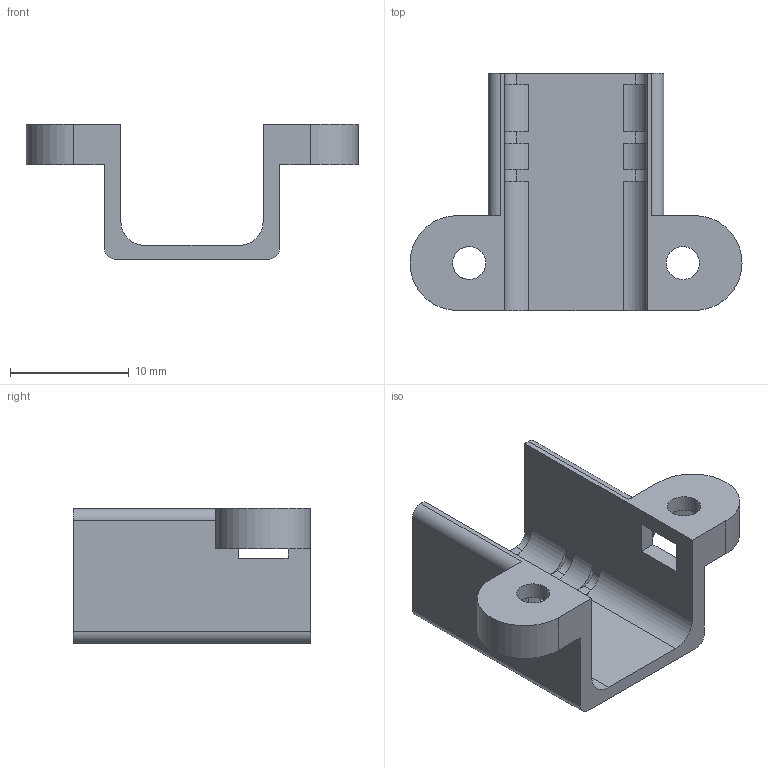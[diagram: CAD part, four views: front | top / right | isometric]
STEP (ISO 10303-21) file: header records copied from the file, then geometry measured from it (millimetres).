
FILE_DESCRIPTION(('FreeCAD Model'),'2;1');
FILE_NAME('Open CASCADE Shape Model','2025-10-05T16:30:16',('Author'),( ''),'Open CASCADE STEP processor 7.8','FreeCAD','Unknown');
FILE_SCHEMA(('AUTOMOTIVE_DESIGN { 1 0 10303 214 1 1 1 1 }'));
Length unit declared in the file: millimetre
Products named in the file (1): MotorBacket
Bounding box: 28 x 20 x 11.4 mm (x, y, z)
Volume: 1126.2 mm3; surface area: 1807 mm2
Topology: 1 solids, 1 shells, 64 faces, 192 edges, 128 vertices
Faces by surface type: plane 44, cylinder 20
Full cylindrical faces by diameter (mm): 2.8 x2
Entity records: 2196 total; most frequent: CARTESIAN_POINT 385, ORIENTED_EDGE 384, DIRECTION 364, EDGE_CURVE 192, LINE 150, VECTOR 150, VERTEX_POINT 128, AXIS2_PLACEMENT_3D 107
